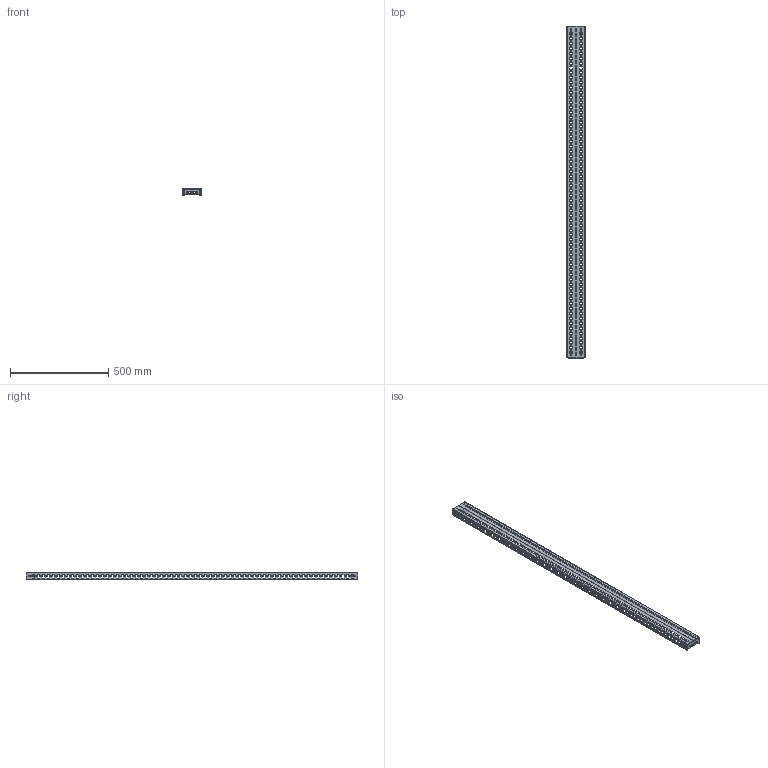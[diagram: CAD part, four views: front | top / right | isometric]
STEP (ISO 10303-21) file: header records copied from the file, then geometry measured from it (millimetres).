
FILE_DESCRIPTION (( 'STEP AP214' ), '1' );
FILE_NAME ('YKM40D-FO-STDV-169 FORMAT Ñòîéêà âåðòèêàëüíàÿ äîï. âí. 1690 (2øò_êîìïë) IEK.STEP', '2022-11-03T08:22:30', ( '' ), ( '' ), 'SwSTEP 2.0', 'SolidWorks 2022', '' );
FILE_SCHEMA (( 'AUTOMOTIVE_DESIGN' ));
Length unit declared in the file: millimetre
Products named in the file (1): YKM40D-FO-STDV-169 FORMAT Стойка вертикальная доп. вн. 1690 (2шт_компл) IEK
Bounding box: 92 x 1690.5 x 38 mm (x, y, z)
Volume: 516602 mm3; surface area: 569835.9 mm2
Topology: 3 solids, 3 shells, 2062 faces, 6088 edges, 4032 vertices
Faces by surface type: plane 1150, cylinder 912
Entity records: 94590 total; most frequent: CARTESIAN_POINT 12183, ORIENTED_EDGE 12176, DIRECTION 12038, EDGE_CURVE 6088, LINE 4264, VECTOR 4264, VERTEX_POINT 4032, AXIS2_PLACEMENT_3D 3887
